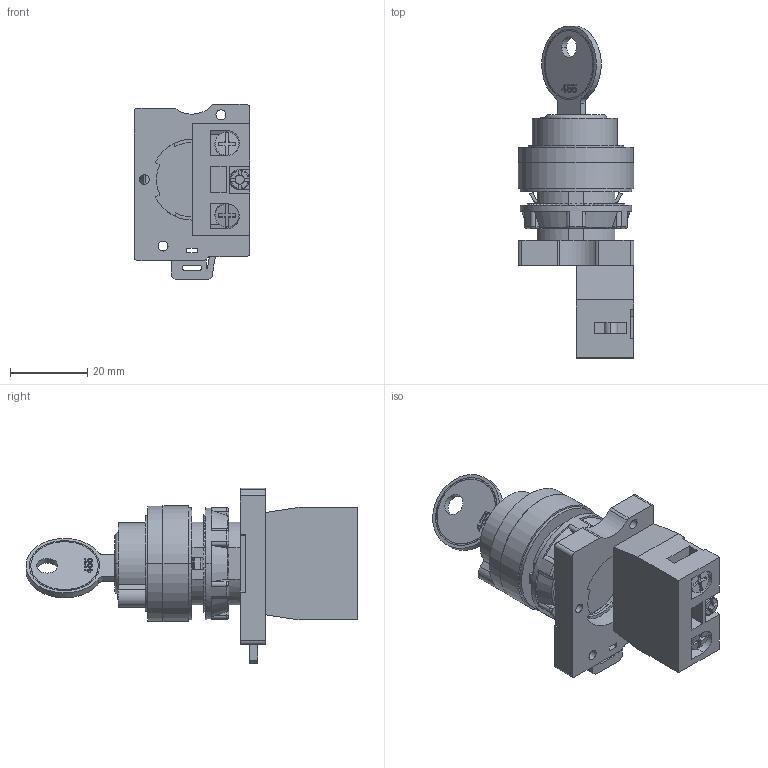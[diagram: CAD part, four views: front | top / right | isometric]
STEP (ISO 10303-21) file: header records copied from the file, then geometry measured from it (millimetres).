
FILE_DESCRIPTION((''),'2;1');
FILE_NAME('20','2024-05-11T',('Administrator'),('zyb.com'),'PRO/ENGINEER BY PARAMETRIC TECHNOLOGY CORPORATION, 2010280','PRO/ENGINEER BY PARAMETRIC TECHNOLOGY CORPORATION, 2010280','');
FILE_SCHEMA(('CONFIG_CONTROL_DESIGN','SHAPE_APPEARANCE_LAYERS_GROUPS'));
Length unit declared in the file: millimetre
Products named in the file (1): 20
Bounding box: 30 x 85.96 x 45.5 mm (x, y, z)
Volume: 31375.8 mm3; surface area: 14911 mm2
Topology: 1 solids, 1 shells, 993 faces, 2699 edges, 1743 vertices
Faces by surface type: plane 467, cylinder 296, bspline 188, torus 26, cone 12, extrusion 4
Entity records: 47033 total; most frequent: CARTESIAN_POINT 10489, ORIENTED_EDGE 5398, DIRECTION 4517, PRESENTATION_STYLE_ASSIGNMENT 3045, STYLED_ITEM 2706, CURVE_STYLE 2703, EDGE_CURVE 2699, VERTEX_POINT 1743
